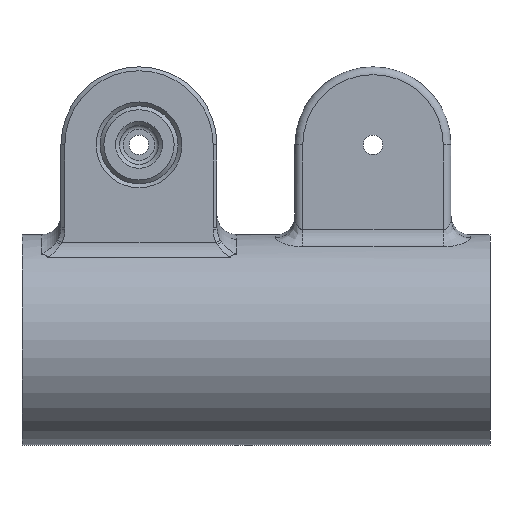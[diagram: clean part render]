
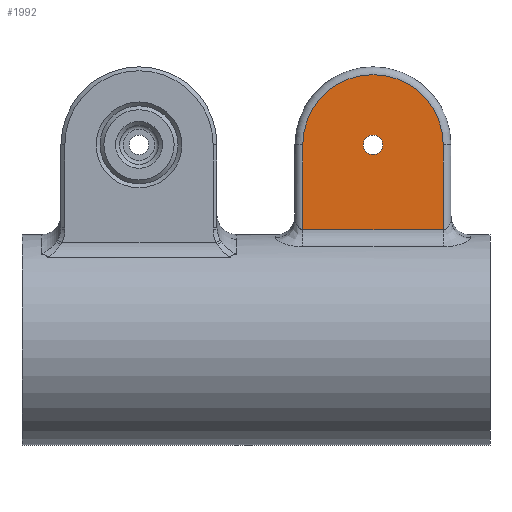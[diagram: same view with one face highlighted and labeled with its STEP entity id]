
A CAD part, left-side view. The second image highlights one B-rep face of the part: STEP entity #1992.
In plain terms, the highlighted planar face has unit normal (-1, 0, 0).
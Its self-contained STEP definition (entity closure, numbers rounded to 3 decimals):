
#119=FACE_BOUND('',#451,.T.);
#156=PLANE('',#2221);
#312=FACE_OUTER_BOUND('',#450,.T.);
#450=EDGE_LOOP('',(#1829,#1830,#1831,#1832));
#451=EDGE_LOOP('',(#1833));
#577=LINE('',#4011,#707);
#585=LINE('',#4135,#715);
#587=LINE('',#4145,#717);
#707=VECTOR('',#2722,10.);
#715=VECTOR('',#2760,10.);
#717=VECTOR('',#2774,10.);
#824=CIRCLE('',#2219,18.);
#825=CIRCLE('',#2222,2.5);
#983=VERTEX_POINT('',#3999);
#984=VERTEX_POINT('',#4009);
#994=VERTEX_POINT('',#4134);
#996=VERTEX_POINT('',#4140);
#997=VERTEX_POINT('',#4147);
#1254=EDGE_CURVE('',#984,#983,#577,.T.);
#1272=EDGE_CURVE('',#983,#994,#585,.T.);
#1277=EDGE_CURVE('',#994,#996,#824,.T.);
#1278=EDGE_CURVE('',#996,#984,#587,.T.);
#1279=EDGE_CURVE('',#997,#997,#825,.T.);
#1829=ORIENTED_EDGE('',*,*,#1254,.F.);
#1830=ORIENTED_EDGE('',*,*,#1278,.F.);
#1831=ORIENTED_EDGE('',*,*,#1277,.F.);
#1832=ORIENTED_EDGE('',*,*,#1272,.F.);
#1833=ORIENTED_EDGE('',*,*,#1279,.T.);
#1992=ADVANCED_FACE('',(#312,#119),#156,.T.);
#2219=AXIS2_PLACEMENT_3D('',#4143,#2770,#2771);
#2221=AXIS2_PLACEMENT_3D('',#4146,#2775,#2776);
#2222=AXIS2_PLACEMENT_3D('',#4148,#2777,#2778);
#2722=DIRECTION('',(0.,1.,0.));
#2760=DIRECTION('',(0.,0.,1.));
#2770=DIRECTION('center_axis',(1.,0.,0.));
#2771=DIRECTION('ref_axis',(0.,0.,1.));
#2774=DIRECTION('',(0.,0.,-1.));
#2775=DIRECTION('center_axis',(-1.,0.,0.));
#2776=DIRECTION('ref_axis',(0.,1.,0.));
#2777=DIRECTION('center_axis',(1.,0.,0.));
#2778=DIRECTION('ref_axis',(0.,0.,-1.));
#3999=CARTESIAN_POINT('',(-10.,48.,28.267));
#4009=CARTESIAN_POINT('',(-10.,12.,28.267));
#4011=CARTESIAN_POINT('',(-10.,0.,28.267));
#4134=CARTESIAN_POINT('',(-10.,48.,50.));
#4135=CARTESIAN_POINT('',(-10.,48.,70.));
#4140=CARTESIAN_POINT('',(-10.,12.,50.));
#4143=CARTESIAN_POINT('Origin',(-10.,30.,50.));
#4145=CARTESIAN_POINT('',(-10.,12.,70.));
#4146=CARTESIAN_POINT('Origin',(-10.,10.,70.));
#4147=CARTESIAN_POINT('',(-10.,30.,52.5));
#4148=CARTESIAN_POINT('Origin',(-10.,30.,50.));
